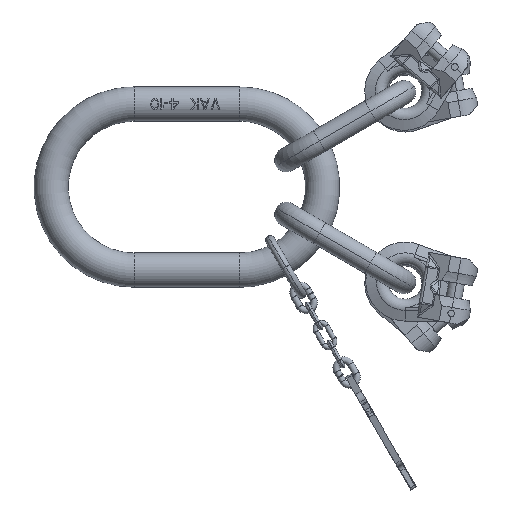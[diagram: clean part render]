
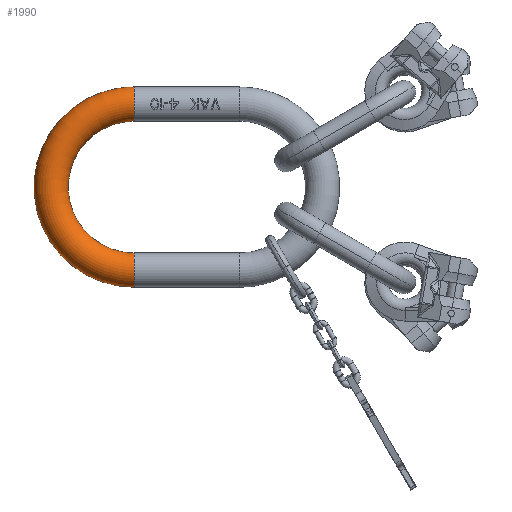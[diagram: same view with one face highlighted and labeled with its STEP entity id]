
A CAD part, top view. The second image highlights one B-rep face of the part: STEP entity #1990.
In plain terms, the highlighted toroidal (fillet/blend) face has major radius 63 mm and minor radius 13 mm.
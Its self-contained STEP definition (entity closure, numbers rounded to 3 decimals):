
#14=CARTESIAN_POINT('',(-80.,63.,0.));
#15=DIRECTION('',(-1.,0.,0.));
#16=DIRECTION('',(0.,-1.,0.));
#17=AXIS2_PLACEMENT_3D('',#14,#15,#16);
#427=CARTESIAN_POINT('',(-80.,-63.,0.));
#428=DIRECTION('',(-1.,0.,0.));
#429=DIRECTION('',(0.,-1.,0.));
#430=AXIS2_PLACEMENT_3D('',#427,#428,#429);
#440=CARTESIAN_POINT('',(-80.,50.,0.));
#441=CARTESIAN_POINT('',(-83.08,50.,0.));
#442=CARTESIAN_POINT('',(-89.24,49.429,
0.));
#443=CARTESIAN_POINT('',(-98.165,46.89,
0.));
#444=CARTESIAN_POINT('',(-106.472,42.754,
0.));
#445=CARTESIAN_POINT('',(-113.877,37.161,
0.));
#446=CARTESIAN_POINT('',(-120.129,30.304,
0.));
#447=CARTESIAN_POINT('',(-125.014,22.414,
0.));
#448=CARTESIAN_POINT('',(-128.366,13.761,
0.));
#449=CARTESIAN_POINT('',(-130.071,4.64,
0.));
#450=CARTESIAN_POINT('',(-130.071,-4.64,
0.));
#451=CARTESIAN_POINT('',(-128.366,-13.761,
0.));
#452=CARTESIAN_POINT('',(-125.014,-22.414,
0.));
#453=CARTESIAN_POINT('',(-120.129,-30.304,
0.));
#454=CARTESIAN_POINT('',(-113.877,-37.161,
0.));
#455=CARTESIAN_POINT('',(-106.472,-42.754,
0.));
#456=CARTESIAN_POINT('',(-98.165,-46.89,
0.));
#457=CARTESIAN_POINT('',(-89.24,-49.429,
0.));
#458=CARTESIAN_POINT('',(-83.08,-50.,0.));
#459=CARTESIAN_POINT('',(-80.,-50.,0.));
#461=CARTESIAN_POINT('',(-80.,-76.,0.));
#462=CARTESIAN_POINT('',(-84.189,-76.,0.));
#463=CARTESIAN_POINT('',(-92.566,-75.306,
0.));
#464=CARTESIAN_POINT('',(-104.79,-72.21,
0.));
#465=CARTESIAN_POINT('',(-116.337,-67.145,
0.));
#466=CARTESIAN_POINT('',(-126.893,-60.249,
0.));
#467=CARTESIAN_POINT('',(-136.17,-51.708,0.));
#468=CARTESIAN_POINT('',(-143.915,-41.758,0.));
#469=CARTESIAN_POINT('',(-149.917,-30.668,0.));
#470=CARTESIAN_POINT('',(-154.011,-18.742,0.));
#471=CARTESIAN_POINT('',(-156.086,-6.305,0.));
#472=CARTESIAN_POINT('',(-156.086,6.305,0.));
#473=CARTESIAN_POINT('',(-154.011,18.742,0.));
#474=CARTESIAN_POINT('',(-149.917,30.668,0.));
#475=CARTESIAN_POINT('',(-143.915,41.758,0.));
#476=CARTESIAN_POINT('',(-136.17,51.708,0.));
#477=CARTESIAN_POINT('',(-126.893,60.249,
0.));
#478=CARTESIAN_POINT('',(-116.337,67.145,
0.));
#479=CARTESIAN_POINT('',(-104.79,72.21,
0.));
#480=CARTESIAN_POINT('',(-92.566,75.306,
0.));
#481=CARTESIAN_POINT('',(-84.189,76.,0.));
#482=CARTESIAN_POINT('',(-80.,76.,0.));
#1495=CARTESIAN_POINT('',(-80.,-50.,0.));
#1496=VERTEX_POINT('',#1495);
#1497=CARTESIAN_POINT('',(-80.,-76.,0.));
#1498=VERTEX_POINT('',#1497);
#1499=VERTEX_POINT('',#440);
#1500=VERTEX_POINT('',#482);
#1977=CARTESIAN_POINT('',(-80.,0.,0.));
#1978=DIRECTION('',(0.,0.,1.));
#1979=DIRECTION('',(0.,-1.,0.));
#1980=AXIS2_PLACEMENT_3D('',#1977,#1978,#1979);
#1981=TOROIDAL_SURFACE('',#1980,63.,13.);
#1982=ORIENTED_EDGE('',*,*,#1777,.F.);
#1984=ORIENTED_EDGE('',*,*,#1983,.T.);
#1985=ORIENTED_EDGE('',*,*,#1967,.F.);
#1987=ORIENTED_EDGE('',*,*,#1986,.T.);
#1988=EDGE_LOOP('',(#1982,#1984,#1985,#1987));
#1989=FACE_OUTER_BOUND('',#1988,.F.);
#1990=ADVANCED_FACE('',(#1989),#1981,.T.);
#18=CIRCLE('',#17,13.);
#431=CIRCLE('',#430,13.);
#460=B_SPLINE_CURVE_WITH_KNOTS('',3,(#440,#441,#442,#443,#444,#445,#446,#447,
#448,#449,#450,#451,#452,#453,#454,#455,#456,#457,#458,#459),.UNSPECIFIED.,.F.,
.F.,(4,1,1,1,1,1,1,1,1,1,1,1,1,1,1,1,1,4),(0.,0.059,
0.118,0.176,0.235,0.294,
0.353,0.412,0.471,0.529,
0.588,0.647,0.706,0.765,
0.824,0.882,0.941,1.),.UNSPECIFIED.);
#483=B_SPLINE_CURVE_WITH_KNOTS('',3,(#461,#462,#463,#464,#465,#466,#467,#468,
#469,#470,#471,#472,#473,#474,#475,#476,#477,#478,#479,#480,#481,#482),
.UNSPECIFIED.,.F.,.F.,(4,1,1,1,1,1,1,1,1,1,1,1,1,1,1,1,1,1,1,4),(0.,
0.053,0.105,0.158,0.211,
0.263,0.316,0.368,0.421,
0.474,0.526,0.579,0.632,
0.684,0.737,0.789,0.842,
0.895,0.947,1.),.UNSPECIFIED.);
#1777=EDGE_CURVE('',#1499,#1500,#18,.T.);
#1967=EDGE_CURVE('',#1498,#1496,#431,.T.);
#1983=EDGE_CURVE('',#1499,#1496,#460,.T.);
#1986=EDGE_CURVE('',#1498,#1500,#483,.T.);
